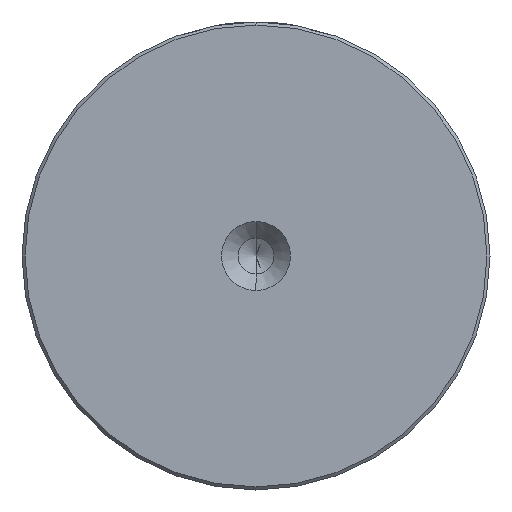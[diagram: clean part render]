
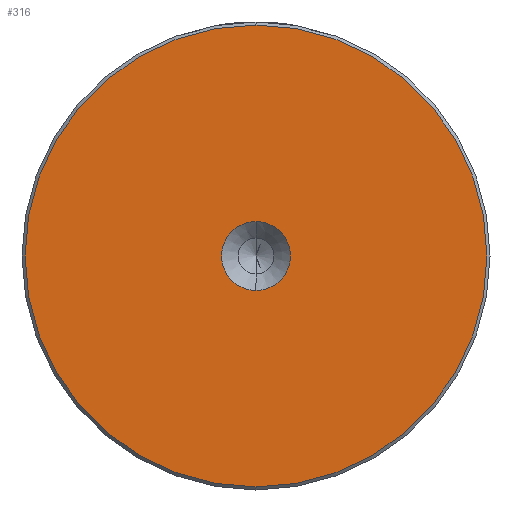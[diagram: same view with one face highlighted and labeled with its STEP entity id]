
A CAD part, left-side view. The second image highlights one B-rep face of the part: STEP entity #316.
In plain terms, the highlighted planar face has unit normal (-1, 0, 0).
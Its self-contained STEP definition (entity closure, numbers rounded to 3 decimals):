
#143 = AXIS2_PLACEMENT_3D ( 'NONE', #270, #1689, #480 ) ;
#175 = EDGE_CURVE ( 'NONE', #931, #398, #460, .T. ) ;
#205 = DIRECTION ( 'NONE',  ( -1., 0., 0. ) ) ;
#220 = EDGE_LOOP ( 'NONE', ( #1360, #1455 ) ) ;
#260 = FACE_OUTER_BOUND ( 'NONE', #220, .T. ) ;
#270 = CARTESIAN_POINT ( 'NONE',  ( 0., 0., 0. ) ) ;
#316 = ADVANCED_FACE ( 'NONE', ( #260, #1138 ), #1192, .T. ) ;
#330 = EDGE_LOOP ( 'NONE', ( #2128, #1134 ) ) ;
#398 = VERTEX_POINT ( 'NONE', #2606 ) ;
#460 = CIRCLE ( 'NONE', #2306, 5.6 ) ;
#462 = CARTESIAN_POINT ( 'NONE',  ( 0., 0., -5.6 ) ) ;
#480 = DIRECTION ( 'NONE',  ( 0., 0., 1. ) ) ;
#503 = CARTESIAN_POINT ( 'NONE',  ( 0., 0., -37.5 ) ) ;
#549 = DIRECTION ( 'NONE',  ( 0., 0., 1. ) ) ;
#633 = DIRECTION ( 'NONE',  ( -1., 0., 0. ) ) ;
#801 = CARTESIAN_POINT ( 'NONE',  ( 0., 0., 0. ) ) ;
#931 = VERTEX_POINT ( 'NONE', #462 ) ;
#952 = DIRECTION ( 'NONE',  ( -1., 0., 0. ) ) ;
#1134 = ORIENTED_EDGE ( 'NONE', *, *, #175, .F. ) ;
#1138 = FACE_BOUND ( 'NONE', #330, .T. ) ;
#1192 = PLANE ( 'NONE',  #1288 ) ;
#1197 = CIRCLE ( 'NONE', #143, 37.5 ) ;
#1288 = AXIS2_PLACEMENT_3D ( 'NONE', #801, #633, #549 ) ;
#1342 = EDGE_CURVE ( 'NONE', #398, #931, #1944, .T. ) ;
#1360 = ORIENTED_EDGE ( 'NONE', *, *, #2645, .T. ) ;
#1416 = CARTESIAN_POINT ( 'NONE',  ( 0., 0., 0. ) ) ;
#1455 = ORIENTED_EDGE ( 'NONE', *, *, #1585, .T. ) ;
#1585 = EDGE_CURVE ( 'NONE', #1719, #1842, #1197, .T. ) ;
#1616 = DIRECTION ( 'NONE',  ( 0., 0., 1. ) ) ;
#1689 = DIRECTION ( 'NONE',  ( -1., 0., 0. ) ) ;
#1719 = VERTEX_POINT ( 'NONE', #2475 ) ;
#1815 = AXIS2_PLACEMENT_3D ( 'NONE', #2163, #952, #2374 ) ;
#1842 = VERTEX_POINT ( 'NONE', #503 ) ;
#1882 = DIRECTION ( 'NONE',  ( 0., 0., 1. ) ) ;
#1944 = CIRCLE ( 'NONE', #1815, 5.6 ) ;
#2002 = DIRECTION ( 'NONE',  ( -1., 0., 0. ) ) ;
#2017 = CARTESIAN_POINT ( 'NONE',  ( 0., 0., 0. ) ) ;
#2128 = ORIENTED_EDGE ( 'NONE', *, *, #1342, .F. ) ;
#2163 = CARTESIAN_POINT ( 'NONE',  ( 0., 0., 0. ) ) ;
#2260 = CIRCLE ( 'NONE', #2458, 37.5 ) ;
#2306 = AXIS2_PLACEMENT_3D ( 'NONE', #2017, #2002, #1882 ) ;
#2374 = DIRECTION ( 'NONE',  ( 0., 0., 1. ) ) ;
#2458 = AXIS2_PLACEMENT_3D ( 'NONE', #1416, #205, #1616 ) ;
#2475 = CARTESIAN_POINT ( 'NONE',  ( 0., 0., 37.5 ) ) ;
#2606 = CARTESIAN_POINT ( 'NONE',  ( 0., 0., 5.6 ) ) ;
#2645 = EDGE_CURVE ( 'NONE', #1842, #1719, #2260, .T. ) ;
